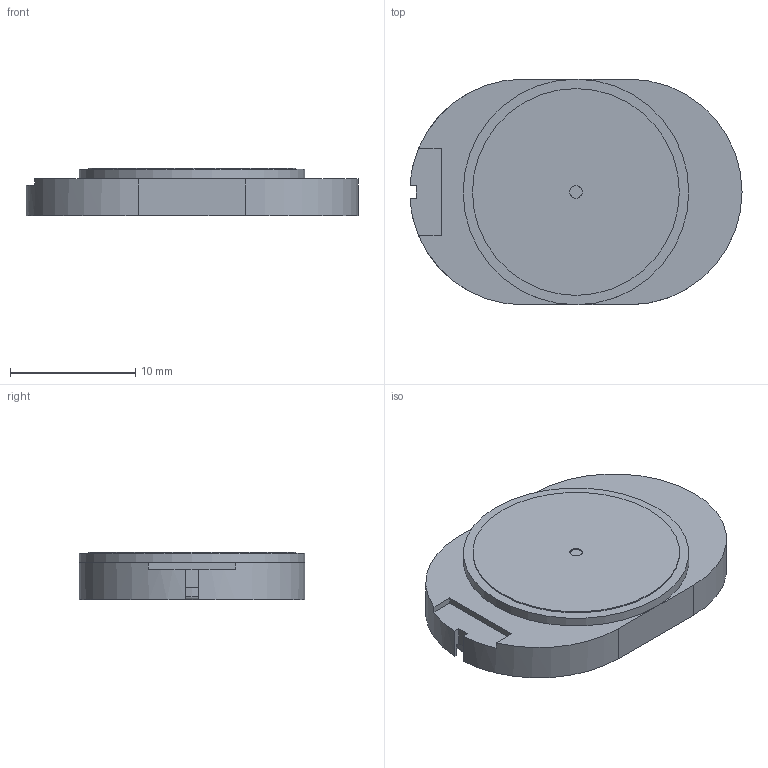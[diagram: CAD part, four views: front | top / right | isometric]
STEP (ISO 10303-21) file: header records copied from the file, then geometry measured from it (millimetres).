
FILE_DESCRIPTION(/* description */ ('Alibre Inc.'),/* implementation_level */ '2;1');
FILE_NAME(/* name */ 'export0',/* time_stamp */ '2018-10-04T19:30:56-05:00',/* author */ (''),/* organization */ (''),/* preprocessor_version */ 'ST-DEVELOPER v17',/* originating_system */ 'Alibre',/* authorisation */ '');
FILE_SCHEMA (('CONFIG_CONTROL_DESIGN'));
Length unit declared in the file: millimetre
Products named in the file (1): ID_1
Bounding box: 26.49 x 18 x 3.8 mm (x, y, z)
Volume: 1246 mm3; surface area: 1330.6 mm2
Topology: 1 solids, 1 shells, 54 faces, 114 edges, 74 vertices
Faces by surface type: plane 30, cylinder 22, torus 2
Full cylindrical faces by diameter (mm): 1 x1, 3 x2, 4.25 x6, 5.5 x1, 16.5 x1, 18 x1
Entity records: 1392 total; most frequent: CARTESIAN_POINT 217, DIRECTION 208, ORIENTED_EDGE 202, EDGE_CURVE 101, AXIS2_PLACEMENT_3D 94, EDGE_LOOP 78, FACE_BOUND 78, VERTEX_POINT 73
